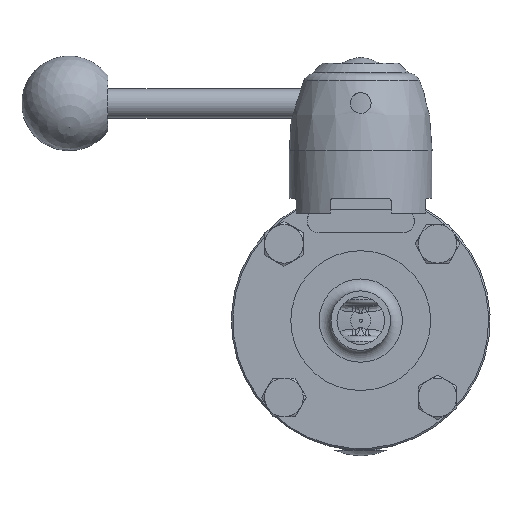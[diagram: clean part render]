
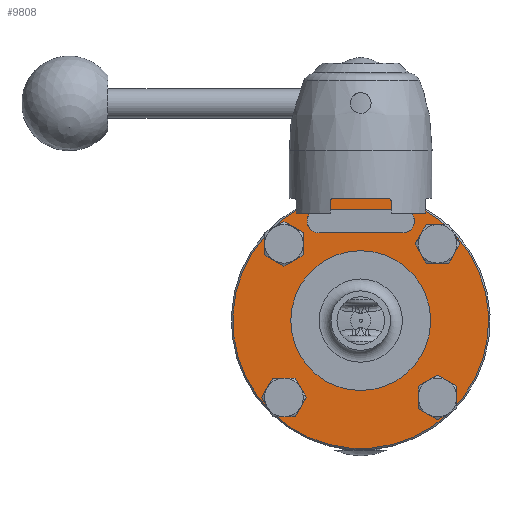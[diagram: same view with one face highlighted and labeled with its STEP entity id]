
A CAD part, left-side view. The second image highlights one B-rep face of the part: STEP entity #9808.
In plain terms, the highlighted planar face has unit normal (-1, 0, 0).
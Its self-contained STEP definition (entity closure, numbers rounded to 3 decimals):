
#2916=CARTESIAN_POINT('',(-10.,14.,37.5));
#2917=VERTEX_POINT('',#2916);
#2924=CARTESIAN_POINT('',(-10.,14.,29.5));
#2925=VERTEX_POINT('',#2924);
#2926=CARTESIAN_POINT('',(-10.0,14.,33.5));
#2927=DIRECTION('',(1.0,0.0,0.0));
#2928=DIRECTION('',(0.0,0.0,1.0));
#2929=AXIS2_PLACEMENT_3D('',#2926,#2927,#2928);
#2930=CIRCLE('',#2929,4.);
#2931=EDGE_CURVE('',#2925,#2917,#2930,.T.);
#2964=CARTESIAN_POINT('',(-10.,-14.,29.5));
#2965=VERTEX_POINT('',#2964);
#2966=CARTESIAN_POINT('',(-10.,-14.,29.5));
#2967=DIRECTION('',(0.0,1.0,0.0));
#2968=VECTOR('',#2967,28.0);
#2969=LINE('',#2966,#2968);
#2970=EDGE_CURVE('',#2965,#2925,#2969,.T.);
#3005=CARTESIAN_POINT('',(-10.,-14.,37.5));
#3006=VERTEX_POINT('',#3005);
#3013=CARTESIAN_POINT('',(-10.,14.,37.5));
#3014=DIRECTION('',(0.0,-1.0,0.0));
#3015=VECTOR('',#3014,28.0);
#3016=LINE('',#3013,#3015);
#3017=EDGE_CURVE('',#2917,#3006,#3016,.T.);
#9646=CARTESIAN_POINT('',(-10.,-12.426,41.165));
#9647=VERTEX_POINT('',#9646);
#9675=CARTESIAN_POINT('',(-10.,12.426,41.165));
#9676=VERTEX_POINT('',#9675);
#9684=CARTESIAN_POINT('',(-10.,0.,0.));
#9685=DIRECTION('',(1.0,0.0,0.0));
#9686=DIRECTION('',(0.0,1.0,0.0));
#9687=AXIS2_PLACEMENT_3D('',#9684,#9685,#9686);
#9688=CIRCLE('',#9687,43.);
#9689=EDGE_CURVE('',#9676,#9647,#9688,.T.);
#9694=CARTESIAN_POINT('',(-10.0,-33.5,0.));
#9695=DIRECTION('',(-1.0,0.0,0.0));
#9696=DIRECTION('',(0.0,0.0,-1.0));
#9697=AXIS2_PLACEMENT_3D('',#9694,#9695,#9696);
#9698=PLANE('',#9697);
#9699=CARTESIAN_POINT('',(-10.,-12.426,40.74));
#9700=VERTEX_POINT('',#9699);
#9701=CARTESIAN_POINT('',(-10.,-12.426,40.74));
#9702=DIRECTION('',(0.0,0.0,1.0));
#9703=VECTOR('',#9702,0.425);
#9704=LINE('',#9701,#9703);
#9705=EDGE_CURVE('',#9700,#9647,#9704,.T.);
#9706=ORIENTED_EDGE('',*,*,#9705,.T.);
#9707=ORIENTED_EDGE('',*,*,#9689,.F.);
#9708=CARTESIAN_POINT('',(-10.,12.426,40.74));
#9709=VERTEX_POINT('',#9708);
#9710=CARTESIAN_POINT('',(-10.,12.426,41.165));
#9711=DIRECTION('',(0.0,0.0,-1.0));
#9712=VECTOR('',#9711,0.425);
#9713=LINE('',#9710,#9712);
#9714=EDGE_CURVE('',#9676,#9709,#9713,.T.);
#9715=ORIENTED_EDGE('',*,*,#9714,.T.);
#9716=CARTESIAN_POINT('',(-10.,13.757,40.74));
#9717=VERTEX_POINT('',#9716);
#9718=CARTESIAN_POINT('',(-10.,12.426,40.74));
#9719=DIRECTION('',(0.0,1.0,0.0));
#9720=VECTOR('',#9719,1.331);
#9721=LINE('',#9718,#9720);
#9722=EDGE_CURVE('',#9709,#9717,#9721,.T.);
#9723=ORIENTED_EDGE('',*,*,#9722,.T.);
#9724=CARTESIAN_POINT('',(-10.,-13.757,40.74));
#9725=VERTEX_POINT('',#9724);
#9726=CARTESIAN_POINT('',(-10.,0.,0.));
#9727=DIRECTION('',(1.0,0.0,0.0));
#9728=DIRECTION('',(0.0,1.0,0.0));
#9729=AXIS2_PLACEMENT_3D('',#9726,#9727,#9728);
#9730=CIRCLE('',#9729,43.);
#9731=EDGE_CURVE('',#9725,#9717,#9730,.T.);
#9732=ORIENTED_EDGE('',*,*,#9731,.F.);
#9733=CARTESIAN_POINT('',(-10.,-13.757,40.74));
#9734=DIRECTION('',(0.0,1.0,0.0));
#9735=VECTOR('',#9734,1.331);
#9736=LINE('',#9733,#9735);
#9737=EDGE_CURVE('',#9725,#9700,#9736,.T.);
#9738=ORIENTED_EDGE('',*,*,#9737,.T.);
#9739=EDGE_LOOP('',(#9706,#9707,#9715,#9723,#9732,#9738));
#9740=FACE_OUTER_BOUND('',#9739,.T.);
#9741=ORIENTED_EDGE('',*,*,#2931,.T.);
#9742=ORIENTED_EDGE('',*,*,#3017,.T.);
#9743=CARTESIAN_POINT('',(-10.0,-14.,33.5));
#9744=DIRECTION('',(1.0,0.0,0.0));
#9745=DIRECTION('',(0.0,0.0,-1.0));
#9746=AXIS2_PLACEMENT_3D('',#9743,#9744,#9745);
#9747=CIRCLE('',#9746,4.);
#9748=EDGE_CURVE('',#3006,#2965,#9747,.T.);
#9749=ORIENTED_EDGE('',*,*,#9748,.T.);
#9750=ORIENTED_EDGE('',*,*,#2970,.T.);
#9751=EDGE_LOOP('',(#9741,#9742,#9749,#9750));
#9752=FACE_BOUND('',#9751,.T.);
#9753=CARTESIAN_POINT('',(-10.,-21.559,25.809));
#9754=VERTEX_POINT('',#9753);
#9755=CARTESIAN_POINT('',(-10.,-25.809,25.809));
#9756=DIRECTION('',(1.0,0.0,0.0));
#9757=DIRECTION('',(0.0,1.0,0.0));
#9758=AXIS2_PLACEMENT_3D('',#9755,#9756,#9757);
#9759=CIRCLE('',#9758,4.25);
#9760=EDGE_CURVE('',#9754,#9754,#9759,.T.);
#9761=ORIENTED_EDGE('',*,*,#9760,.T.);
#9762=EDGE_LOOP('',(#9761));
#9763=FACE_BOUND('',#9762,.T.);
#9764=CARTESIAN_POINT('',(-10.,-25.809,-21.559));
#9765=VERTEX_POINT('',#9764);
#9766=CARTESIAN_POINT('',(-10.,-25.809,-25.809));
#9767=DIRECTION('',(1.0,0.0,0.0));
#9768=DIRECTION('',(0.0,0.0,1.0));
#9769=AXIS2_PLACEMENT_3D('',#9766,#9767,#9768);
#9770=CIRCLE('',#9769,4.25);
#9771=EDGE_CURVE('',#9765,#9765,#9770,.T.);
#9772=ORIENTED_EDGE('',*,*,#9771,.T.);
#9773=EDGE_LOOP('',(#9772));
#9774=FACE_BOUND('',#9773,.T.);
#9775=CARTESIAN_POINT('',(-10.,21.559,-25.809));
#9776=VERTEX_POINT('',#9775);
#9777=CARTESIAN_POINT('',(-10.,25.809,-25.809));
#9778=DIRECTION('',(1.0,0.0,0.0));
#9779=DIRECTION('',(0.0,-1.0,0.0));
#9780=AXIS2_PLACEMENT_3D('',#9777,#9778,#9779);
#9781=CIRCLE('',#9780,4.25);
#9782=EDGE_CURVE('',#9776,#9776,#9781,.T.);
#9783=ORIENTED_EDGE('',*,*,#9782,.T.);
#9784=EDGE_LOOP('',(#9783));
#9785=FACE_BOUND('',#9784,.T.);
#9786=CARTESIAN_POINT('',(-10.,25.809,21.559));
#9787=VERTEX_POINT('',#9786);
#9788=CARTESIAN_POINT('',(-10.,25.809,25.809));
#9789=DIRECTION('',(1.0,0.0,0.0));
#9790=DIRECTION('',(0.0,0.0,-1.0));
#9791=AXIS2_PLACEMENT_3D('',#9788,#9789,#9790);
#9792=CIRCLE('',#9791,4.25);
#9793=EDGE_CURVE('',#9787,#9787,#9792,.T.);
#9794=ORIENTED_EDGE('',*,*,#9793,.T.);
#9795=EDGE_LOOP('',(#9794));
#9796=FACE_BOUND('',#9795,.T.);
#9797=CARTESIAN_POINT('',(-10.,-23.5,0.));
#9798=VERTEX_POINT('',#9797);
#9799=CARTESIAN_POINT('',(-10.,0.,0.));
#9800=DIRECTION('',(-1.0,0.0,0.0));
#9801=DIRECTION('',(0.0,-1.0,0.0));
#9802=AXIS2_PLACEMENT_3D('',#9799,#9800,#9801);
#9803=CIRCLE('',#9802,23.5);
#9804=EDGE_CURVE('',#9798,#9798,#9803,.T.);
#9805=ORIENTED_EDGE('',*,*,#9804,.F.);
#9806=EDGE_LOOP('',(#9805));
#9807=FACE_BOUND('',#9806,.T.);
#9808=ADVANCED_FACE('',(#9740,#9752,#9763,#9774,#9785,#9796,#9807),#9698,.T.);
